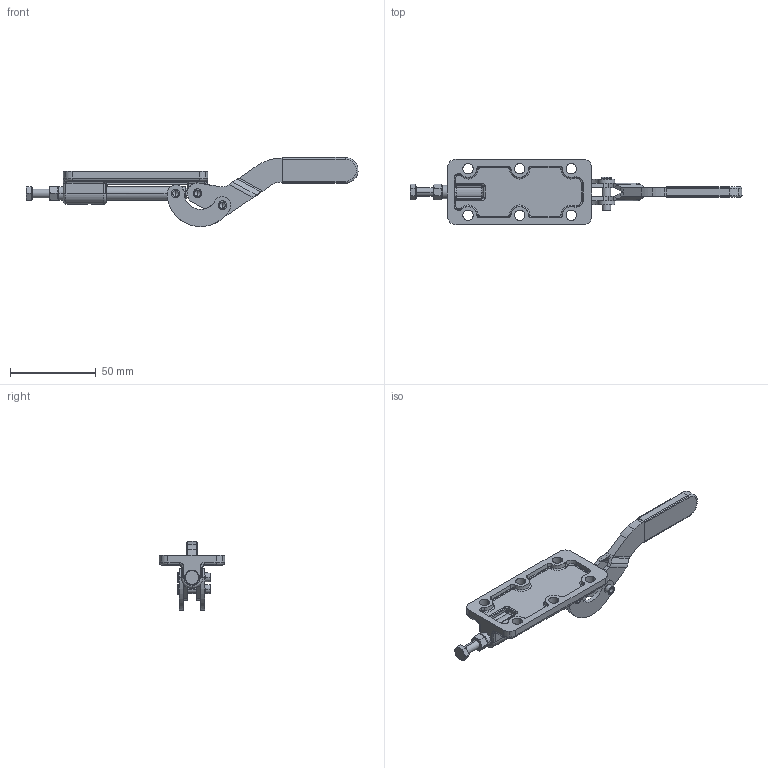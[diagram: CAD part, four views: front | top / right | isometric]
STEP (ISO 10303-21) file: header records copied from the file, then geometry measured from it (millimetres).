
FILE_DESCRIPTION((''),'2;1');
FILE_NAME('313-opened.stp','2005-09-28T08:27:30',('Kysilko'),(''),'Autodesk Inventor 8','Autodesk Inventor 8','');
FILE_SCHEMA(('AUTOMOTIVE_DESIGN { 1 0 10303 214 1 1 1 1 }'));
Length unit declared in the file: millimetre
Products named in the file (1): Part3
Bounding box: 193.04 x 38 x 40.22 mm (x, y, z)
Volume: 30585 mm3; surface area: 18925.4 mm2
Topology: 1 solids, 4 shells, 464 faces, 1207 edges, 729 vertices
Faces by surface type: cylinder 169, bspline 123, plane 92, cone 54, torus 26
Entity records: 17775 total; most frequent: CARTESIAN_POINT 6726, ORIENTED_EDGE 2362, DIRECTION 2353, EDGE_CURVE 1181, AXIS2_PLACEMENT_3D 944, VERTEX_POINT 729, CIRCLE 571, EDGE_LOOP 498
